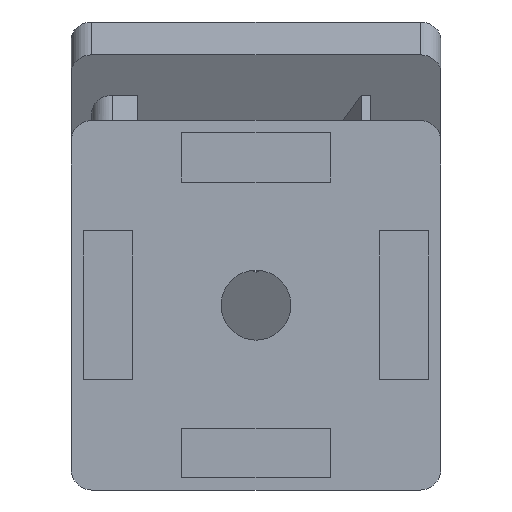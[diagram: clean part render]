
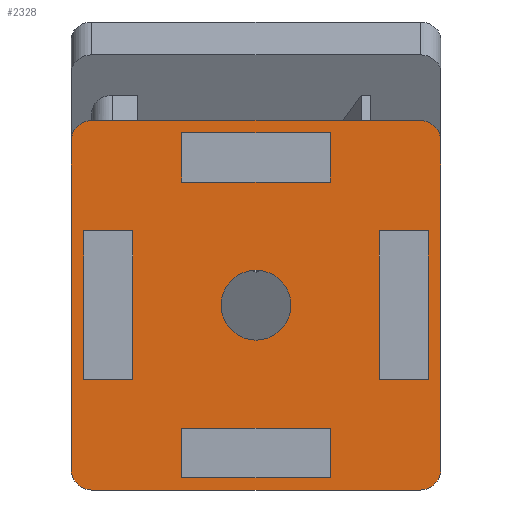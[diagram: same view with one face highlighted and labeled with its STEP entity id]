
A CAD part, front view. The second image highlights one B-rep face of the part: STEP entity #2328.
In plain terms, the highlighted planar face has unit normal (0, -1, 0).
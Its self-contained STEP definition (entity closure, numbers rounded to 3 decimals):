
#330=DIRECTION('',(0.,0.,-1.));
#331=VECTOR('',#330,18.1);
#332=CARTESIAN_POINT('',(-21.,0.,9.05));
#333=LINE('',#332,#331);
#338=DIRECTION('',(1.,0.,0.));
#339=VECTOR('',#338,6.);
#340=CARTESIAN_POINT('',(-21.,0.,-9.05));
#341=LINE('',#340,#339);
#345=DIRECTION('',(0.,0.,1.));
#346=VECTOR('',#345,18.1);
#347=CARTESIAN_POINT('',(-15.,0.,-9.05));
#348=LINE('',#347,#346);
#352=DIRECTION('',(-1.,0.,0.));
#353=VECTOR('',#352,6.);
#354=CARTESIAN_POINT('',(-15.,0.,9.05));
#355=LINE('',#354,#353);
#359=DIRECTION('',(1.,0.,0.));
#360=VECTOR('',#359,18.1);
#361=CARTESIAN_POINT('',(-9.05,0.,-21.));
#362=LINE('',#361,#360);
#366=DIRECTION('',(0.,0.,1.));
#367=VECTOR('',#366,6.);
#368=CARTESIAN_POINT('',(9.05,0.,-21.));
#369=LINE('',#368,#367);
#373=DIRECTION('',(-1.,0.,0.));
#374=VECTOR('',#373,18.1);
#375=CARTESIAN_POINT('',(9.05,0.,-15.));
#376=LINE('',#375,#374);
#380=DIRECTION('',(0.,0.,-1.));
#381=VECTOR('',#380,6.);
#382=CARTESIAN_POINT('',(-9.05,0.,-15.));
#383=LINE('',#382,#381);
#387=DIRECTION('',(0.,0.,-1.));
#388=VECTOR('',#387,6.);
#389=CARTESIAN_POINT('',(-9.05,0.,21.));
#390=LINE('',#389,#388);
#394=DIRECTION('',(1.,0.,0.));
#395=VECTOR('',#394,18.1);
#396=CARTESIAN_POINT('',(-9.05,0.,15.));
#397=LINE('',#396,#395);
#401=DIRECTION('',(0.,0.,1.));
#402=VECTOR('',#401,6.);
#403=CARTESIAN_POINT('',(9.05,0.,15.));
#404=LINE('',#403,#402);
#408=DIRECTION('',(-1.,0.,0.));
#409=VECTOR('',#408,18.1);
#410=CARTESIAN_POINT('',(9.05,0.,21.));
#411=LINE('',#410,#409);
#415=DIRECTION('',(-1.,0.,0.));
#416=VECTOR('',#415,6.);
#417=CARTESIAN_POINT('',(21.,0.,9.05));
#418=LINE('',#417,#416);
#422=DIRECTION('',(0.,0.,-1.));
#423=VECTOR('',#422,18.1);
#424=CARTESIAN_POINT('',(15.,0.,9.05));
#425=LINE('',#424,#423);
#429=DIRECTION('',(1.,0.,0.));
#430=VECTOR('',#429,6.);
#431=CARTESIAN_POINT('',(15.,0.,-9.05));
#432=LINE('',#431,#430);
#436=DIRECTION('',(0.,0.,1.));
#437=VECTOR('',#436,18.1);
#438=CARTESIAN_POINT('',(21.,0.,-9.05));
#439=LINE('',#438,#437);
#443=CARTESIAN_POINT('',(0.,0.,0.));
#444=DIRECTION('',(0.,1.,0.));
#445=DIRECTION('',(0.,0.,-1.));
#446=AXIS2_PLACEMENT_3D('',#443,#444,#445);
#451=CARTESIAN_POINT('',(0.,0.,0.));
#452=DIRECTION('',(0.,1.,0.));
#453=DIRECTION('',(0.,0.,1.));
#454=AXIS2_PLACEMENT_3D('',#451,#452,#453);
#459=CARTESIAN_POINT('',(-20.,0.,20.));
#460=DIRECTION('',(0.,-1.,0.));
#461=DIRECTION('',(0.,0.,1.));
#462=AXIS2_PLACEMENT_3D('',#459,#460,#461);
#467=DIRECTION('',(1.,0.,0.));
#468=VECTOR('',#467,40.);
#469=CARTESIAN_POINT('',(-20.,0.,22.5));
#470=LINE('',#469,#468);
#474=CARTESIAN_POINT('',(20.,0.,20.));
#475=DIRECTION('',(0.,-1.,0.));
#476=DIRECTION('',(1.,0.,0.));
#477=AXIS2_PLACEMENT_3D('',#474,#475,#476);
#482=DIRECTION('',(0.,0.,-1.));
#483=VECTOR('',#482,40.);
#484=CARTESIAN_POINT('',(22.5,0.,20.));
#485=LINE('',#484,#483);
#489=CARTESIAN_POINT('',(20.,0.,-20.));
#490=DIRECTION('',(0.,-1.,0.));
#491=DIRECTION('',(0.,0.,-1.));
#492=AXIS2_PLACEMENT_3D('',#489,#490,#491);
#497=DIRECTION('',(-1.,0.,0.));
#498=VECTOR('',#497,40.);
#499=CARTESIAN_POINT('',(20.,0.,-22.5));
#500=LINE('',#499,#498);
#504=CARTESIAN_POINT('',(-20.,0.,-20.));
#505=DIRECTION('',(0.,-1.,0.));
#506=DIRECTION('',(-1.,0.,0.));
#507=AXIS2_PLACEMENT_3D('',#504,#505,#506);
#512=DIRECTION('',(0.,0.,1.));
#513=VECTOR('',#512,40.);
#514=CARTESIAN_POINT('',(-22.5,0.,-20.));
#515=LINE('',#514,#513);
#1979=CARTESIAN_POINT('',(0.,0.,-4.25));
#1980=CARTESIAN_POINT('',(0.,0.,4.25));
#1981=VERTEX_POINT('',#1979);
#1982=VERTEX_POINT('',#1980);
#2087=CARTESIAN_POINT('',(-20.,0.,22.5));
#2088=CARTESIAN_POINT('',(-22.5,0.,20.));
#2089=VERTEX_POINT('',#2087);
#2090=VERTEX_POINT('',#2088);
#2095=CARTESIAN_POINT('',(22.5,0.,20.));
#2096=CARTESIAN_POINT('',(20.,0.,22.5));
#2097=VERTEX_POINT('',#2095);
#2098=VERTEX_POINT('',#2096);
#2103=CARTESIAN_POINT('',(-22.5,0.,-20.));
#2104=CARTESIAN_POINT('',(-20.,0.,-22.5));
#2105=VERTEX_POINT('',#2103);
#2106=VERTEX_POINT('',#2104);
#2111=CARTESIAN_POINT('',(20.,0.,-22.5));
#2112=CARTESIAN_POINT('',(22.5,0.,-20.));
#2113=VERTEX_POINT('',#2111);
#2114=VERTEX_POINT('',#2112);
#2167=CARTESIAN_POINT('',(-21.,0.,9.05));
#2168=CARTESIAN_POINT('',(-21.,0.,-9.05));
#2169=VERTEX_POINT('',#2167);
#2170=VERTEX_POINT('',#2168);
#2171=CARTESIAN_POINT('',(-15.,0.,-9.05));
#2172=VERTEX_POINT('',#2171);
#2173=CARTESIAN_POINT('',(-15.,0.,9.05));
#2174=VERTEX_POINT('',#2173);
#2175=CARTESIAN_POINT('',(-9.05,0.,-21.));
#2176=CARTESIAN_POINT('',(9.05,0.,-21.));
#2177=VERTEX_POINT('',#2175);
#2178=VERTEX_POINT('',#2176);
#2179=CARTESIAN_POINT('',(9.05,0.,-15.));
#2180=VERTEX_POINT('',#2179);
#2181=CARTESIAN_POINT('',(-9.05,0.,-15.));
#2182=VERTEX_POINT('',#2181);
#2183=CARTESIAN_POINT('',(-9.05,0.,21.));
#2184=CARTESIAN_POINT('',(-9.05,0.,15.));
#2185=VERTEX_POINT('',#2183);
#2186=VERTEX_POINT('',#2184);
#2187=CARTESIAN_POINT('',(9.05,0.,15.));
#2188=VERTEX_POINT('',#2187);
#2189=CARTESIAN_POINT('',(9.05,0.,21.));
#2190=VERTEX_POINT('',#2189);
#2191=CARTESIAN_POINT('',(21.,0.,9.05));
#2192=CARTESIAN_POINT('',(15.,0.,9.05));
#2193=VERTEX_POINT('',#2191);
#2194=VERTEX_POINT('',#2192);
#2195=CARTESIAN_POINT('',(15.,0.,-9.05));
#2196=VERTEX_POINT('',#2195);
#2197=CARTESIAN_POINT('',(21.,0.,-9.05));
#2198=VERTEX_POINT('',#2197);
#2259=CARTESIAN_POINT('',(0.,0.,0.));
#2260=DIRECTION('',(0.,1.,0.));
#2261=DIRECTION('',(1.,0.,0.));
#2262=AXIS2_PLACEMENT_3D('',#2259,#2260,#2261);
#2263=PLANE('',#2262);
#2265=ORIENTED_EDGE('',*,*,#2264,.F.);
#2267=ORIENTED_EDGE('',*,*,#2266,.T.);
#2269=ORIENTED_EDGE('',*,*,#2268,.F.);
#2271=ORIENTED_EDGE('',*,*,#2270,.T.);
#2273=ORIENTED_EDGE('',*,*,#2272,.F.);
#2275=ORIENTED_EDGE('',*,*,#2274,.T.);
#2277=ORIENTED_EDGE('',*,*,#2276,.F.);
#2279=ORIENTED_EDGE('',*,*,#2278,.T.);
#2280=EDGE_LOOP('',(#2265,#2267,#2269,#2271,#2273,#2275,#2277,#2279));
#2281=FACE_OUTER_BOUND('',#2280,.F.);
#2283=ORIENTED_EDGE('',*,*,#2282,.T.);
#2285=ORIENTED_EDGE('',*,*,#2284,.T.);
#2287=ORIENTED_EDGE('',*,*,#2286,.T.);
#2289=ORIENTED_EDGE('',*,*,#2288,.T.);
#2290=EDGE_LOOP('',(#2283,#2285,#2287,#2289));
#2291=FACE_BOUND('',#2290,.F.);
#2293=ORIENTED_EDGE('',*,*,#2292,.T.);
#2295=ORIENTED_EDGE('',*,*,#2294,.T.);
#2297=ORIENTED_EDGE('',*,*,#2296,.T.);
#2299=ORIENTED_EDGE('',*,*,#2298,.T.);
#2300=EDGE_LOOP('',(#2293,#2295,#2297,#2299));
#2301=FACE_BOUND('',#2300,.F.);
#2303=ORIENTED_EDGE('',*,*,#2302,.T.);
#2305=ORIENTED_EDGE('',*,*,#2304,.T.);
#2307=ORIENTED_EDGE('',*,*,#2306,.T.);
#2309=ORIENTED_EDGE('',*,*,#2308,.T.);
#2310=EDGE_LOOP('',(#2303,#2305,#2307,#2309));
#2311=FACE_BOUND('',#2310,.F.);
#2313=ORIENTED_EDGE('',*,*,#2312,.F.);
#2315=ORIENTED_EDGE('',*,*,#2314,.F.);
#2316=EDGE_LOOP('',(#2313,#2315));
#2317=FACE_BOUND('',#2316,.F.);
#2319=ORIENTED_EDGE('',*,*,#2318,.T.);
#2321=ORIENTED_EDGE('',*,*,#2320,.T.);
#2323=ORIENTED_EDGE('',*,*,#2322,.T.);
#2325=ORIENTED_EDGE('',*,*,#2324,.T.);
#2326=EDGE_LOOP('',(#2319,#2321,#2323,#2325));
#2327=FACE_BOUND('',#2326,.F.);
#447=CIRCLE('',#446,4.25);
#455=CIRCLE('',#454,4.25);
#463=CIRCLE('',#462,2.5);
#478=CIRCLE('',#477,2.5);
#493=CIRCLE('',#492,2.5);
#508=CIRCLE('',#507,2.5);
#2264=EDGE_CURVE('',#2089,#2090,#463,.T.);
#2266=EDGE_CURVE('',#2089,#2098,#470,.T.);
#2268=EDGE_CURVE('',#2097,#2098,#478,.T.);
#2270=EDGE_CURVE('',#2097,#2114,#485,.T.);
#2272=EDGE_CURVE('',#2113,#2114,#493,.T.);
#2274=EDGE_CURVE('',#2113,#2106,#500,.T.);
#2276=EDGE_CURVE('',#2105,#2106,#508,.T.);
#2278=EDGE_CURVE('',#2105,#2090,#515,.T.);
#2282=EDGE_CURVE('',#2177,#2178,#362,.T.);
#2284=EDGE_CURVE('',#2178,#2180,#369,.T.);
#2286=EDGE_CURVE('',#2180,#2182,#376,.T.);
#2288=EDGE_CURVE('',#2182,#2177,#383,.T.);
#2292=EDGE_CURVE('',#2185,#2186,#390,.T.);
#2294=EDGE_CURVE('',#2186,#2188,#397,.T.);
#2296=EDGE_CURVE('',#2188,#2190,#404,.T.);
#2298=EDGE_CURVE('',#2190,#2185,#411,.T.);
#2302=EDGE_CURVE('',#2193,#2194,#418,.T.);
#2304=EDGE_CURVE('',#2194,#2196,#425,.T.);
#2306=EDGE_CURVE('',#2196,#2198,#432,.T.);
#2308=EDGE_CURVE('',#2198,#2193,#439,.T.);
#2312=EDGE_CURVE('',#1981,#1982,#447,.T.);
#2314=EDGE_CURVE('',#1982,#1981,#455,.T.);
#2318=EDGE_CURVE('',#2169,#2170,#333,.T.);
#2320=EDGE_CURVE('',#2170,#2172,#341,.T.);
#2322=EDGE_CURVE('',#2172,#2174,#348,.T.);
#2324=EDGE_CURVE('',#2174,#2169,#355,.T.);
#2328=ADVANCED_FACE('',(#2281,#2291,#2301,#2311,#2317,#2327),#2263,.F.);
